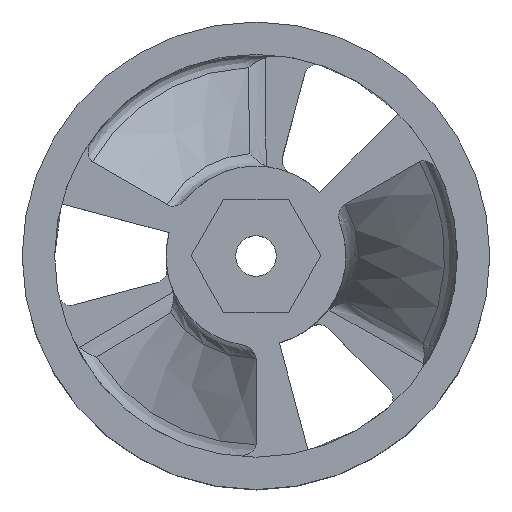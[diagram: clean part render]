
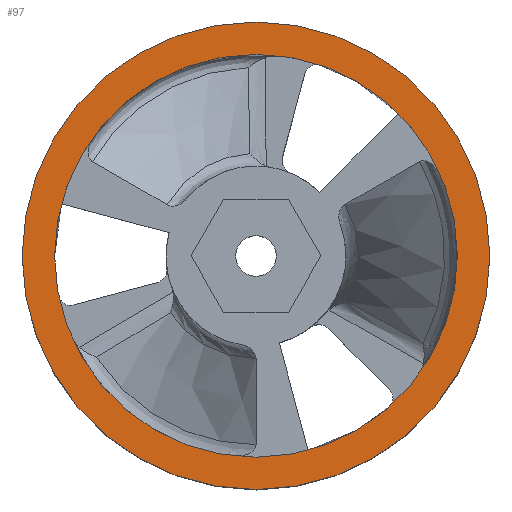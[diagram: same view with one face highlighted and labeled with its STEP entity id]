
A CAD part, top view. The second image highlights one B-rep face of the part: STEP entity #97.
In plain terms, the highlighted planar face has unit normal (0, 0, 1).
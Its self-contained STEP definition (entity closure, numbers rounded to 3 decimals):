
#97=ADVANCED_FACE('',(#688,#690),#692,.T.);
#688=FACE_BOUND('',#689,.T.);
#689=EDGE_LOOP('',(#1979));
#690=FACE_BOUND('',#691,.T.);
#691=EDGE_LOOP('',(#1980));
#692=PLANE('',#693);
#693=AXIS2_PLACEMENT_3D('',#694,#695,#696);
#694=CARTESIAN_POINT('',(0.,0.,12.5));
#695=DIRECTION('',(0.,0.,1.));
#696=DIRECTION('',(-1.,0.,0.));
#1979=ORIENTED_EDGE('',*,*,#2351,.F.);
#1980=ORIENTED_EDGE('',*,*,#2262,.T.);
#2262=EDGE_CURVE('',#2559,#2559,#2560,.T.);
#2351=EDGE_CURVE('',#2699,#2699,#2700,.T.);
#2559=VERTEX_POINT('',#3848);
#2560=CIRCLE('',#3849,22.4);
#2699=VERTEX_POINT('',#4880);
#2700=CIRCLE('',#4881,26.);
#3848=CARTESIAN_POINT('',(-22.4,0.,12.5));
#3849=AXIS2_PLACEMENT_3D('',#3850,#3851,#3852);
#3850=CARTESIAN_POINT('',(0.,0.,12.5));
#3851=DIRECTION('',(0.,0.,-1.));
#3852=DIRECTION('',(-1.,0.,0.));
#4880=CARTESIAN_POINT('',(-26.,0.,12.5));
#4881=AXIS2_PLACEMENT_3D('',#4882,#4883,#4884);
#4882=CARTESIAN_POINT('',(0.,0.,12.5));
#4883=DIRECTION('',(0.,0.,-1.));
#4884=DIRECTION('',(-1.,0.,0.));
